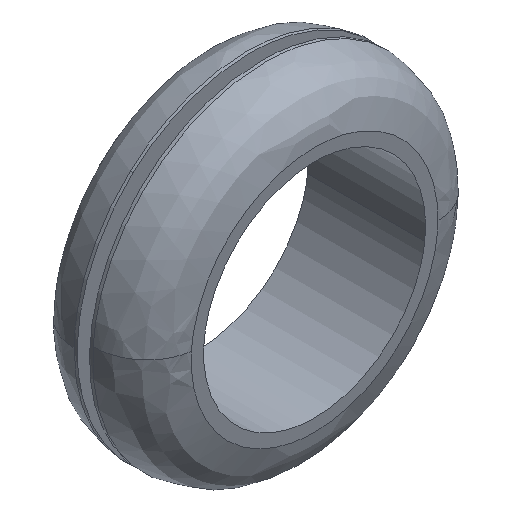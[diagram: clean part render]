
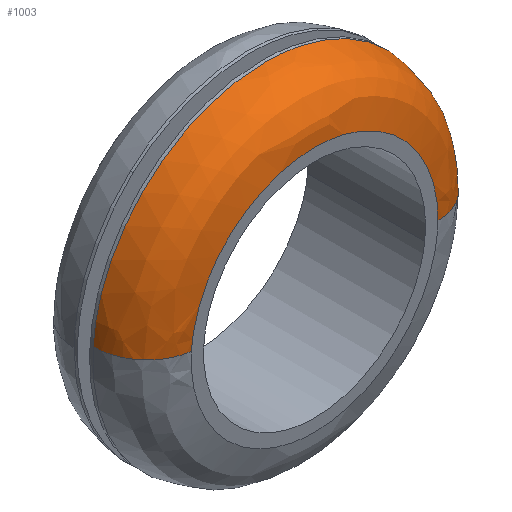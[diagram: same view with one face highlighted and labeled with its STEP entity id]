
A CAD part, isometric view. The second image highlights one B-rep face of the part: STEP entity #1003.
In plain terms, the highlighted free-form (B-spline) face has degree [2, 2] with [5, 3] control points.
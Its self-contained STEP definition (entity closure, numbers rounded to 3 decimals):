
#72=CARTESIAN_POINT('',(27.998,8.,-0.352));
#73=VERTEX_POINT('',#72);
#135=CARTESIAN_POINT('',(-27.932,8.,1.953));
#136=VERTEX_POINT('',#135);
#152=CARTESIAN_POINT('',(0.0,8.0,28.0));
#153=VERTEX_POINT('',#152);
#154=CARTESIAN_POINT('',(0.0,8.0,28.0));
#155=CARTESIAN_POINT('',(-26.111,8.0,28.));
#156=CARTESIAN_POINT('',(-27.932,8.,1.953));
#164=(BOUNDED_CURVE()B_SPLINE_CURVE(2,(#154,#155,#156),.UNSPECIFIED.,.F.,.U.)B_SPLINE_CURVE_WITH_KNOTS((3,3),(0.5,0.738),.UNSPECIFIED.)CURVE()GEOMETRIC_REPRESENTATION_ITEM()RATIONAL_B_SPLINE_CURVE((1.0,0.721,0.973))REPRESENTATION_ITEM(''));
#165=EDGE_CURVE('',#153,#136,#164,.T.);
#167=CARTESIAN_POINT('',(27.998,8.,-0.352));
#168=CARTESIAN_POINT('',(28.0,8.0,-0.176));
#169=CARTESIAN_POINT('',(28.0,8.0,0.));
#170=CARTESIAN_POINT('',(28.,8.0,28.));
#171=CARTESIAN_POINT('',(0.0,8.0,28.0));
#179=(BOUNDED_CURVE()B_SPLINE_CURVE(2,(#167,#168,#169,#170,#171),.UNSPECIFIED.,.F.,.U.)B_SPLINE_CURVE_WITH_KNOTS((3,2,3),(0.248,0.25,0.5),.UNSPECIFIED.)CURVE()GEOMETRIC_REPRESENTATION_ITEM()RATIONAL_B_SPLINE_CURVE((0.995,0.997,1.0,0.707,1.0))REPRESENTATION_ITEM(''));
#180=EDGE_CURVE('',#73,#153,#179,.T.);
#881=CARTESIAN_POINT('',(19.998,0.,-0.251));
#882=VERTEX_POINT('',#881);
#883=CARTESIAN_POINT('',(27.998,8.,-0.352));
#884=CARTESIAN_POINT('',(27.998,0.,-0.352));
#885=CARTESIAN_POINT('',(19.998,0.,-0.251));
#893=(BOUNDED_CURVE()B_SPLINE_CURVE(2,(#883,#884,#885),.UNSPECIFIED.,.F.,.U.)B_SPLINE_CURVE_WITH_KNOTS((3,3),(-1.725,-0.275),.UNSPECIFIED.)CURVE()GEOMETRIC_REPRESENTATION_ITEM()RATIONAL_B_SPLINE_CURVE((0.883,0.625,0.883))REPRESENTATION_ITEM(''));
#894=EDGE_CURVE('',#73,#882,#893,.T.);
#911=CARTESIAN_POINT('',(-19.951,0.,1.395));
#912=VERTEX_POINT('',#911);
#928=CARTESIAN_POINT('',(-27.932,8.,1.953));
#929=CARTESIAN_POINT('',(-27.932,0.,1.953));
#930=CARTESIAN_POINT('',(-19.951,0.,1.395));
#938=(BOUNDED_CURVE()B_SPLINE_CURVE(2,(#928,#929,#930),.UNSPECIFIED.,.F.,.U.)B_SPLINE_CURVE_WITH_KNOTS((3,3),(-1.725,-0.275),.UNSPECIFIED.)CURVE()GEOMETRIC_REPRESENTATION_ITEM()RATIONAL_B_SPLINE_CURVE((0.863,0.611,0.863))REPRESENTATION_ITEM(''));
#939=EDGE_CURVE('',#136,#912,#938,.T.);
#944=CARTESIAN_POINT('',(27.978,8.556,-0.352));
#945=CARTESIAN_POINT('',(28.33,8.556,27.627));
#946=CARTESIAN_POINT('',(0.352,8.556,27.978));
#947=CARTESIAN_POINT('',(-26.07,8.556,28.31));
#948=CARTESIAN_POINT('',(-27.913,8.556,1.951));
#949=CARTESIAN_POINT('',(28.618,-0.62,-0.36));
#950=CARTESIAN_POINT('',(28.978,-0.62,28.258));
#951=CARTESIAN_POINT('',(0.36,-0.62,28.618));
#952=CARTESIAN_POINT('',(-26.666,-0.62,28.958));
#953=CARTESIAN_POINT('',(-28.551,-0.62,1.996));
#954=CARTESIAN_POINT('',(19.442,0.019,-0.244));
#955=CARTESIAN_POINT('',(19.686,0.019,19.198));
#956=CARTESIAN_POINT('',(0.244,0.019,19.442));
#957=CARTESIAN_POINT('',(-18.116,0.019,19.673));
#958=CARTESIAN_POINT('',(-19.396,0.019,1.356));
#966=(BOUNDED_SURFACE()B_SPLINE_SURFACE(2,2,((#944,#949,#954),(#945,#950,#955),(#946,#951,#956),(#947,#952,#957),(#948,#953,#958)),.UNSPECIFIED.,.F.,.F.,.U.)B_SPLINE_SURFACE_WITH_KNOTS((3,2,3),(3,3),(0.0,46.36,90.865),(0.0,14.579),.UNSPECIFIED.)GEOMETRIC_REPRESENTATION_ITEM()RATIONAL_B_SPLINE_SURFACE(((0.91,0.597,0.91),(0.644,0.422,0.644),(0.91,0.597,0.91),(0.654,0.429,0.654),(0.89,0.584,0.89)))REPRESENTATION_ITEM('')SURFACE());
#967=ORIENTED_EDGE('',*,*,#165,.T.);
#968=ORIENTED_EDGE('',*,*,#939,.T.);
#969=CARTESIAN_POINT('',(0.0,0.,20.0));
#970=VERTEX_POINT('',#969);
#971=CARTESIAN_POINT('',(0.0,0.,20.0));
#972=CARTESIAN_POINT('',(-18.651,0.,20.));
#973=CARTESIAN_POINT('',(-19.951,0.,1.395));
#981=(BOUNDED_CURVE()B_SPLINE_CURVE(2,(#971,#972,#973),.UNSPECIFIED.,.F.,.U.)B_SPLINE_CURVE_WITH_KNOTS((3,3),(0.5,0.738),.UNSPECIFIED.)CURVE()GEOMETRIC_REPRESENTATION_ITEM()RATIONAL_B_SPLINE_CURVE((1.0,0.721,0.973))REPRESENTATION_ITEM(''));
#982=EDGE_CURVE('',#970,#912,#981,.T.);
#983=ORIENTED_EDGE('',*,*,#982,.F.);
#984=CARTESIAN_POINT('',(19.998,0.,-0.251));
#985=CARTESIAN_POINT('',(20.,0.,-0.126));
#986=CARTESIAN_POINT('',(20.0,0.,0.));
#987=CARTESIAN_POINT('',(20.,0.,20.));
#988=CARTESIAN_POINT('',(0.0,0.,20.0));
#996=(BOUNDED_CURVE()B_SPLINE_CURVE(2,(#984,#985,#986,#987,#988),.UNSPECIFIED.,.F.,.U.)B_SPLINE_CURVE_WITH_KNOTS((3,2,3),(0.248,0.25,0.5),.UNSPECIFIED.)CURVE()GEOMETRIC_REPRESENTATION_ITEM()RATIONAL_B_SPLINE_CURVE((0.995,0.997,1.0,0.707,1.0))REPRESENTATION_ITEM(''));
#997=EDGE_CURVE('',#882,#970,#996,.T.);
#998=ORIENTED_EDGE('',*,*,#997,.F.);
#999=ORIENTED_EDGE('',*,*,#894,.F.);
#1000=ORIENTED_EDGE('',*,*,#180,.T.);
#1001=EDGE_LOOP('',(#967,#968,#983,#998,#999,#1000));
#1002=FACE_OUTER_BOUND('',#1001,.T.);
#1003=ADVANCED_FACE('',(#1002),#966,.T.);
